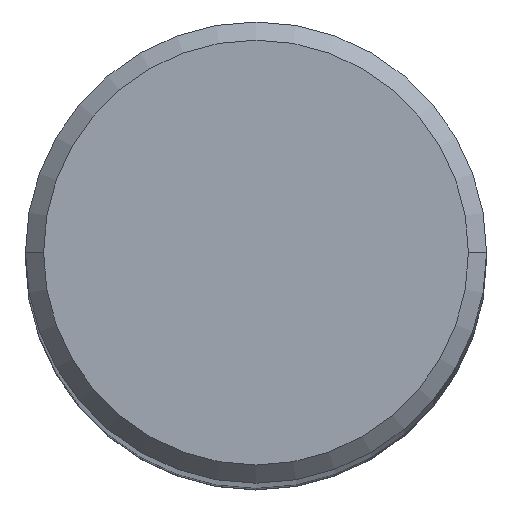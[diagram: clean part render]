
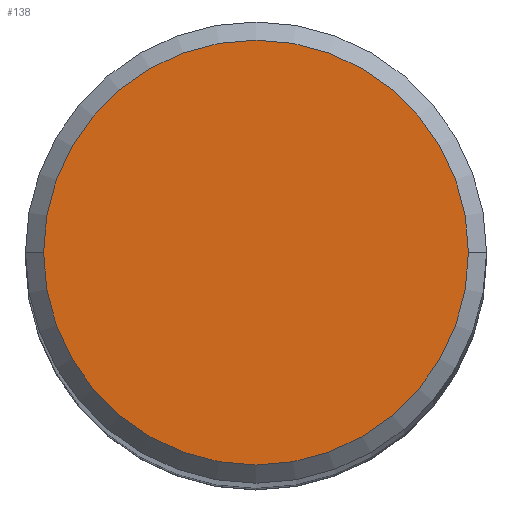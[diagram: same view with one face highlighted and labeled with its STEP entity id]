
A CAD part, top view. The second image highlights one B-rep face of the part: STEP entity #138.
In plain terms, the highlighted planar face has unit normal (0, 0, 1).
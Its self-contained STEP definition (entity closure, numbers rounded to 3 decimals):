
#63=PLANE('',#1051);
#138=ADVANCED_FACE('',(#192),#63,.T.);
#192=FACE_OUTER_BOUND('',#244,.T.);
#244=EDGE_LOOP('',(#454,#455,#456,#457));
#454=ORIENTED_EDGE('',*,*,#630,.T.);
#455=ORIENTED_EDGE('',*,*,#627,.T.);
#456=ORIENTED_EDGE('',*,*,#626,.T.);
#457=ORIENTED_EDGE('',*,*,#631,.T.);
#520=VERTEX_POINT('',#1643);
#521=VERTEX_POINT('',#1644);
#522=VERTEX_POINT('',#1646);
#523=VERTEX_POINT('',#1651);
#626=EDGE_CURVE('',#520,#521,#723,.T.);
#627=EDGE_CURVE('',#522,#520,#724,.T.);
#630=EDGE_CURVE('',#523,#522,#725,.T.);
#631=EDGE_CURVE('',#521,#523,#726,.T.);
#723=CIRCLE('',#1045,11.7);
#724=CIRCLE('',#1046,11.7);
#725=CIRCLE('',#1048,11.7);
#726=CIRCLE('',#1049,11.7);
#1045=AXIS2_PLACEMENT_3D('',#1642,#1364,#1365);
#1046=AXIS2_PLACEMENT_3D('',#1645,#1366,#1367);
#1048=AXIS2_PLACEMENT_3D('',#1650,#1372,#1373);
#1049=AXIS2_PLACEMENT_3D('',#1652,#1374,#1375);
#1051=AXIS2_PLACEMENT_3D('',#1654,#1378,#1379);
#1364=DIRECTION('',(0.,0.,1.));
#1365=DIRECTION('',(0.,1.,0.));
#1366=DIRECTION('',(0.,0.,1.));
#1367=DIRECTION('',(1.,0.,0.));
#1372=DIRECTION('',(0.,0.,1.));
#1373=DIRECTION('',(0.,-1.,0.));
#1374=DIRECTION('',(0.,0.,1.));
#1375=DIRECTION('',(-1.,0.,0.));
#1378=DIRECTION('',(0.,0.,1.));
#1379=DIRECTION('',(1.,0.,0.));
#1642=CARTESIAN_POINT('',(0.,0.,0.));
#1643=CARTESIAN_POINT('',(0.,11.7,0.));
#1644=CARTESIAN_POINT('',(-11.7,0.,0.));
#1645=CARTESIAN_POINT('',(0.,0.,0.));
#1646=CARTESIAN_POINT('',(11.7,0.,0.));
#1650=CARTESIAN_POINT('',(0.,0.,0.));
#1651=CARTESIAN_POINT('',(0.,-11.7,0.));
#1652=CARTESIAN_POINT('',(0.,0.,0.));
#1654=CARTESIAN_POINT('',(0.,0.,0.));
